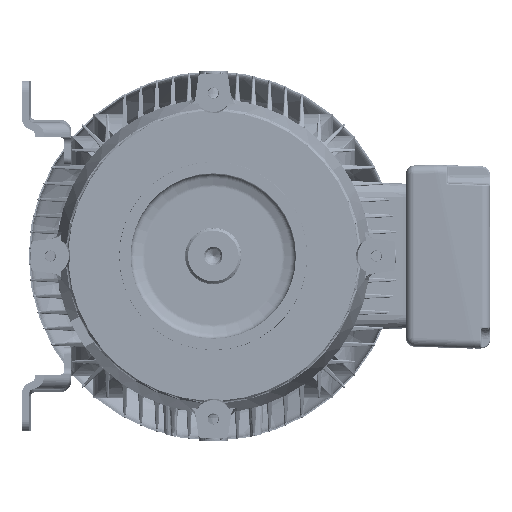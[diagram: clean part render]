
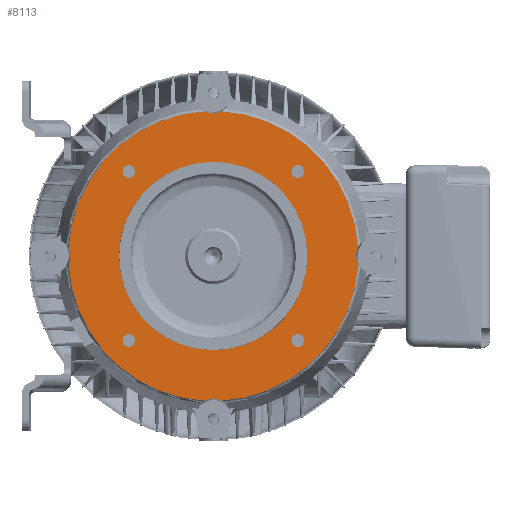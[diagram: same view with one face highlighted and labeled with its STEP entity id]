
A CAD part, left-side view. The second image highlights one B-rep face of the part: STEP entity #8113.
In plain terms, the highlighted planar face has unit normal (-1, 0, 0).
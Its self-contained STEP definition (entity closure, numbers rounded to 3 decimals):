
#8113 = ADVANCED_FACE( '', ( #18790, #18791, #18792, #18793, #18794, #18795 ), #18796, .T. );
#18790 = FACE_BOUND( '', #75496, .T. );
#18791 = FACE_BOUND( '', #75497, .T. );
#18792 = FACE_BOUND( '', #75498, .T. );
#18793 = FACE_BOUND( '', #75499, .T. );
#18794 = FACE_BOUND( '', #75500, .T. );
#18795 = FACE_OUTER_BOUND( '', #75501, .T. );
#18796 = PLANE( '', #75502 );
#75496 = EDGE_LOOP( '', ( #154426 ) );
#75497 = EDGE_LOOP( '', ( #154427 ) );
#75498 = EDGE_LOOP( '', ( #154428 ) );
#75499 = EDGE_LOOP( '', ( #154429 ) );
#75500 = EDGE_LOOP( '', ( #154430 ) );
#75501 = EDGE_LOOP( '', ( #154431, #154432, #154433, #154434, #154435, #154436, #154437, #154438 ) );
#75502 = AXIS2_PLACEMENT_3D( '', #154439, #154440, #154441 );
#154426 = ORIENTED_EDGE( '', *, *, #180479, .T. );
#154427 = ORIENTED_EDGE( '', *, *, #182300, .T. );
#154428 = ORIENTED_EDGE( '', *, *, #175083, .T. );
#154429 = ORIENTED_EDGE( '', *, *, #182301, .T. );
#154430 = ORIENTED_EDGE( '', *, *, #182302, .F. );
#154431 = ORIENTED_EDGE( '', *, *, #182303, .T. );
#154432 = ORIENTED_EDGE( '', *, *, #182304, .T. );
#154433 = ORIENTED_EDGE( '', *, *, #182305, .T. );
#154434 = ORIENTED_EDGE( '', *, *, #175621, .T. );
#154435 = ORIENTED_EDGE( '', *, *, #182306, .T. );
#154436 = ORIENTED_EDGE( '', *, *, #175900, .T. );
#154437 = ORIENTED_EDGE( '', *, *, #173975, .T. );
#154438 = ORIENTED_EDGE( '', *, *, #182307, .T. );
#154439 = CARTESIAN_POINT( '', ( -178.05, 65., 0. ) );
#154440 = DIRECTION( '', ( -1., 0., 0. ) );
#154441 = DIRECTION( '', ( 0., -1., 0. ) );
#173975 = EDGE_CURVE( '', #189110, #189111, #189112, .F. );
#175083 = EDGE_CURVE( '', #191057, #191057, #191058, .F. );
#175621 = EDGE_CURVE( '', #191986, #191984, #191987, .T. );
#175900 = EDGE_CURVE( '', #192445, #189110, #192446, .T. );
#180479 = EDGE_CURVE( '', #199664, #199664, #199665, .F. );
#182300 = EDGE_CURVE( '', #202209, #202209, #202210, .F. );
#182301 = EDGE_CURVE( '', #202211, #202211, #202212, .F. );
#182302 = EDGE_CURVE( '', #202213, #202213, #202214, .T. );
#182303 = EDGE_CURVE( '', #202215, #202216, #202217, .F. );
#182304 = EDGE_CURVE( '', #202216, #202218, #202219, .T. );
#182305 = EDGE_CURVE( '', #202218, #191986, #202220, .F. );
#182306 = EDGE_CURVE( '', #191984, #192445, #202221, .F. );
#182307 = EDGE_CURVE( '', #189111, #202215, #202222, .T. );
#189110 = VERTEX_POINT( '', #215134 );
#189111 = VERTEX_POINT( '', #215135 );
#189112 = CIRCLE( '', #215136, 13.948 );
#191057 = VERTEX_POINT( '', #222745 );
#191058 = CIRCLE( '', #222746, 4.341 );
#191984 = VERTEX_POINT( '', #226695 );
#191986 = VERTEX_POINT( '', #226700 );
#191987 = CIRCLE( '', #226701, 100.05 );
#192445 = VERTEX_POINT( '', #228700 );
#192446 = CIRCLE( '', #228701, 100.05 );
#199664 = VERTEX_POINT( '', #260496 );
#199665 = CIRCLE( '', #260497, 4.341 );
#202209 = VERTEX_POINT( '', #273257 );
#202210 = CIRCLE( '', #273258, 4.341 );
#202211 = VERTEX_POINT( '', #273259 );
#202212 = CIRCLE( '', #273260, 4.341 );
#202213 = VERTEX_POINT( '', #273261 );
#202214 = CIRCLE( '', #273262, 65.05 );
#202215 = VERTEX_POINT( '', #273263 );
#202216 = VERTEX_POINT( '', #273264 );
#202217 = CIRCLE( '', #273265, 13.948 );
#202218 = VERTEX_POINT( '', #273266 );
#202219 = CIRCLE( '', #273267, 100.05 );
#202220 = CIRCLE( '', #273268, 13.948 );
#202221 = CIRCLE( '', #273269, 13.948 );
#202222 = CIRCLE( '', #273270, 100.05 );
#215134 = CARTESIAN_POINT( '', ( -178.05, -99.874, -5.928 ) );
#215135 = CARTESIAN_POINT( '', ( -178.05, -99.874, 5.928 ) );
#215136 = AXIS2_PLACEMENT_3D( '', #300917, #300918, #300919 );
#222745 = CARTESIAN_POINT( '', ( -178.05, 53.995, 58.336 ) );
#222746 = AXIS2_PLACEMENT_3D( '', #302314, #302315, #302316 );
#226695 = CARTESIAN_POINT( '', ( -178.05, 5.928, -99.874 ) );
#226700 = CARTESIAN_POINT( '', ( -178.05, 99.874, -5.928 ) );
#226701 = AXIS2_PLACEMENT_3D( '', #302877, #302878, #302879 );
#228700 = CARTESIAN_POINT( '', ( -178.05, -5.928, -99.874 ) );
#228701 = AXIS2_PLACEMENT_3D( '', #303175, #303176, #303177 );
#260496 = CARTESIAN_POINT( '', ( -178.05, -62.677, -58.336 ) );
#260497 = AXIS2_PLACEMENT_3D( '', #308399, #308400, #308401 );
#273257 = CARTESIAN_POINT( '', ( -178.05, -62.677, 58.336 ) );
#273258 = AXIS2_PLACEMENT_3D( '', #310318, #310319, #310320 );
#273259 = CARTESIAN_POINT( '', ( -178.05, 53.995, -58.336 ) );
#273260 = AXIS2_PLACEMENT_3D( '', #310321, #310322, #310323 );
#273261 = CARTESIAN_POINT( '', ( -178.05, -65.05, 0. ) );
#273262 = AXIS2_PLACEMENT_3D( '', #310324, #310325, #310326 );
#273263 = CARTESIAN_POINT( '', ( -178.05, -5.928, 99.874 ) );
#273264 = CARTESIAN_POINT( '', ( -178.05, 5.928, 99.874 ) );
#273265 = AXIS2_PLACEMENT_3D( '', #310327, #310328, #310329 );
#273266 = CARTESIAN_POINT( '', ( -178.05, 99.874, 5.928 ) );
#273267 = AXIS2_PLACEMENT_3D( '', #310330, #310331, #310332 );
#273268 = AXIS2_PLACEMENT_3D( '', #310333, #310334, #310335 );
#273269 = AXIS2_PLACEMENT_3D( '', #310336, #310337, #310338 );
#273270 = AXIS2_PLACEMENT_3D( '', #310339, #310340, #310341 );
#300917 = CARTESIAN_POINT( '', ( -178.05, -112.5, 0. ) );
#300918 = DIRECTION( '', ( -1., 0., 0. ) );
#300919 = DIRECTION( '', ( 0., -1., 0. ) );
#302314 = CARTESIAN_POINT( '', ( -178.05, 58.336, 58.336 ) );
#302315 = DIRECTION( '', ( -1., 0., 0. ) );
#302316 = DIRECTION( '', ( 0., -1., 0. ) );
#302877 = CARTESIAN_POINT( '', ( -178.05, 0., 0. ) );
#302878 = DIRECTION( '', ( -1., 0., 0. ) );
#302879 = DIRECTION( '', ( 0., -1., 0. ) );
#303175 = CARTESIAN_POINT( '', ( -178.05, 0., 0. ) );
#303176 = DIRECTION( '', ( -1., 0., 0. ) );
#303177 = DIRECTION( '', ( 0., -1., 0. ) );
#308399 = CARTESIAN_POINT( '', ( -178.05, -58.336, -58.336 ) );
#308400 = DIRECTION( '', ( -1., 0., 0. ) );
#308401 = DIRECTION( '', ( 0., -1., 0. ) );
#310318 = CARTESIAN_POINT( '', ( -178.05, -58.336, 58.336 ) );
#310319 = DIRECTION( '', ( -1., 0., 0. ) );
#310320 = DIRECTION( '', ( 0., -1., 0. ) );
#310321 = CARTESIAN_POINT( '', ( -178.05, 58.336, -58.336 ) );
#310322 = DIRECTION( '', ( -1., 0., 0. ) );
#310323 = DIRECTION( '', ( 0., -1., 0. ) );
#310324 = CARTESIAN_POINT( '', ( -178.05, 0., 0. ) );
#310325 = DIRECTION( '', ( -1., 0., 0. ) );
#310326 = DIRECTION( '', ( 0., -1., 0. ) );
#310327 = CARTESIAN_POINT( '', ( -178.05, 0., 112.5 ) );
#310328 = DIRECTION( '', ( -1., 0., 0. ) );
#310329 = DIRECTION( '', ( 0., -1., 0. ) );
#310330 = CARTESIAN_POINT( '', ( -178.05, 0., 0. ) );
#310331 = DIRECTION( '', ( -1., 0., 0. ) );
#310332 = DIRECTION( '', ( 0., -1., 0. ) );
#310333 = CARTESIAN_POINT( '', ( -178.05, 112.5, 0. ) );
#310334 = DIRECTION( '', ( -1., 0., 0. ) );
#310335 = DIRECTION( '', ( 0., -1., 0. ) );
#310336 = CARTESIAN_POINT( '', ( -178.05, 0., -112.5 ) );
#310337 = DIRECTION( '', ( -1., 0., 0. ) );
#310338 = DIRECTION( '', ( 0., -1., 0. ) );
#310339 = CARTESIAN_POINT( '', ( -178.05, 0., 0. ) );
#310340 = DIRECTION( '', ( -1., 0., 0. ) );
#310341 = DIRECTION( '', ( 0., -1., 0. ) );
